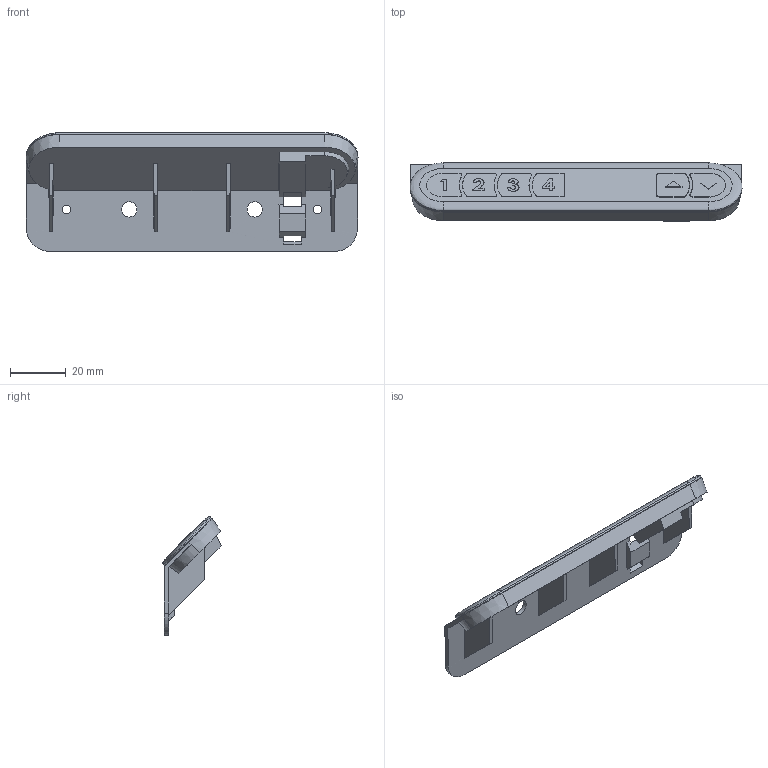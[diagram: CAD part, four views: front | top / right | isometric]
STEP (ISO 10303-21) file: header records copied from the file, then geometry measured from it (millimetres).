
FILE_DESCRIPTION(('STEP AP214'),'1');
FILE_NAME('cctmp_75A00F12-C174-4513-A339-63523BBCC446_2023_01_11_07_11_22_0664_10320..stp','2023-01-11T06:11:23',('Bosch Rexroth AG'),('CADClick - www.CADClick.com'),'Spatial InterOp 3D',' ','unknown authorization - (Healing Option Enabled)');
FILE_SCHEMA(('AUTOMOTIVE_DESIGN'));
Length unit declared in the file: millimetre
Products named in the file (1): 2023_01_11_07_11_22_0639
Bounding box: 119 x 20.83 x 42.5 mm (x, y, z)
Volume: 24542.9 mm3; surface area: 15461.9 mm2
Topology: 1 solids, 2 shells, 300 faces, 801 edges, 520 vertices
Faces by surface type: plane 151, cone 55, cylinder 52, bspline 42
Entity records: 17945 total; most frequent: CARTESIAN_POINT 8257, ORIENTED_EDGE 1602, DIRECTION 1364, EDGE_CURVE 801, VERTEX_POINT 520, LINE 480, VECTOR 480, AXIS2_PLACEMENT_3D 442
